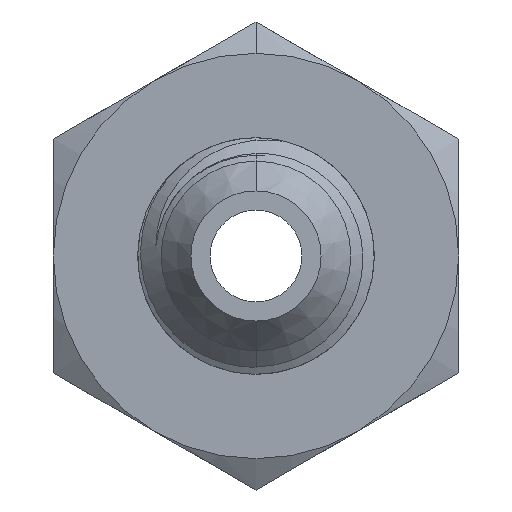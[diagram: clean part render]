
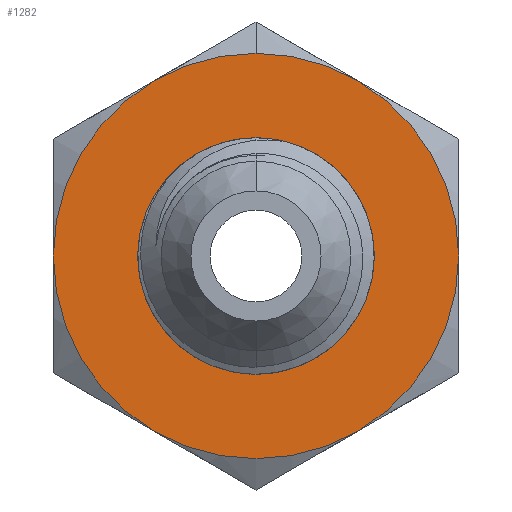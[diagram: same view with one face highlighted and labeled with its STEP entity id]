
A CAD part, front view. The second image highlights one B-rep face of the part: STEP entity #1282.
In plain terms, the highlighted planar face has unit normal (0, -1, 0).
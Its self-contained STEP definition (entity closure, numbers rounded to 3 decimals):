
#22=FACE_BOUND('',#262,.T.);
#33=PLANE('',#1404);
#182=FACE_OUTER_BOUND('',#261,.T.);
#261=EDGE_LOOP('',(#1067,#1068,#1069,#1070,#1071,#1072,#1073));
#262=EDGE_LOOP('',(#1074,#1075));
#292=CIRCLE('',#1335,9.525);
#293=CIRCLE('',#1337,4.457);
#318=CIRCLE('',#1393,9.525);
#319=CIRCLE('',#1395,9.525);
#320=CIRCLE('',#1397,9.525);
#321=CIRCLE('',#1399,9.525);
#322=CIRCLE('',#1401,9.525);
#323=CIRCLE('',#1403,9.525);
#324=CIRCLE('',#1405,4.457);
#540=VERTEX_POINT('',#3397);
#541=VERTEX_POINT('',#3398);
#543=VERTEX_POINT('',#3406);
#544=VERTEX_POINT('',#3407);
#600=VERTEX_POINT('',#4252);
#602=VERTEX_POINT('',#4262);
#604=VERTEX_POINT('',#4272);
#606=VERTEX_POINT('',#4282);
#607=VERTEX_POINT('',#4295);
#682=EDGE_CURVE('',#540,#541,#292,.T.);
#685=EDGE_CURVE('',#543,#544,#293,.T.);
#784=EDGE_CURVE('',#600,#607,#318,.T.);
#785=EDGE_CURVE('',#602,#600,#319,.T.);
#786=EDGE_CURVE('',#604,#602,#320,.T.);
#787=EDGE_CURVE('',#606,#604,#321,.T.);
#788=EDGE_CURVE('',#541,#606,#322,.T.);
#789=EDGE_CURVE('',#607,#540,#323,.T.);
#790=EDGE_CURVE('',#544,#543,#324,.T.);
#1067=ORIENTED_EDGE('',*,*,#784,.T.);
#1068=ORIENTED_EDGE('',*,*,#789,.T.);
#1069=ORIENTED_EDGE('',*,*,#682,.T.);
#1070=ORIENTED_EDGE('',*,*,#788,.T.);
#1071=ORIENTED_EDGE('',*,*,#787,.T.);
#1072=ORIENTED_EDGE('',*,*,#786,.T.);
#1073=ORIENTED_EDGE('',*,*,#785,.T.);
#1074=ORIENTED_EDGE('',*,*,#685,.F.);
#1075=ORIENTED_EDGE('',*,*,#790,.F.);
#1282=ADVANCED_FACE('',(#182,#22),#33,.F.);
#1335=AXIS2_PLACEMENT_3D('',#3399,#1514,#1515);
#1337=AXIS2_PLACEMENT_3D('',#3408,#1519,#1520);
#1393=AXIS2_PLACEMENT_3D('',#4303,#1659,#1660);
#1395=AXIS2_PLACEMENT_3D('',#4305,#1663,#1664);
#1397=AXIS2_PLACEMENT_3D('',#4307,#1667,#1668);
#1399=AXIS2_PLACEMENT_3D('',#4309,#1671,#1672);
#1401=AXIS2_PLACEMENT_3D('',#4311,#1675,#1676);
#1403=AXIS2_PLACEMENT_3D('',#4313,#1679,#1680);
#1404=AXIS2_PLACEMENT_3D('',#4314,#1681,#1682);
#1405=AXIS2_PLACEMENT_3D('',#4315,#1683,#1684);
#1514=DIRECTION('center_axis',(0.,-1.,0.));
#1515=DIRECTION('ref_axis',(0.,0.,-1.));
#1519=DIRECTION('center_axis',(0.,-1.,0.));
#1520=DIRECTION('ref_axis',(0.,0.,-1.));
#1659=DIRECTION('center_axis',(0.,-1.,0.));
#1660=DIRECTION('ref_axis',(0.,0.,-1.));
#1663=DIRECTION('center_axis',(0.,-1.,0.));
#1664=DIRECTION('ref_axis',(0.,0.,-1.));
#1667=DIRECTION('center_axis',(0.,-1.,0.));
#1668=DIRECTION('ref_axis',(0.,0.,-1.));
#1671=DIRECTION('center_axis',(0.,-1.,0.));
#1672=DIRECTION('ref_axis',(0.,0.,-1.));
#1675=DIRECTION('center_axis',(0.,-1.,0.));
#1676=DIRECTION('ref_axis',(0.,0.,-1.));
#1679=DIRECTION('center_axis',(0.,-1.,0.));
#1680=DIRECTION('ref_axis',(0.,0.,-1.));
#1681=DIRECTION('center_axis',(0.,1.,0.));
#1682=DIRECTION('ref_axis',(0.,0.,1.));
#1683=DIRECTION('center_axis',(0.,-1.,0.));
#1684=DIRECTION('ref_axis',(0.,0.,-1.));
#3397=CARTESIAN_POINT('',(0.,-4.318,9.525));
#3398=CARTESIAN_POINT('',(-4.763,-4.318,8.249));
#3399=CARTESIAN_POINT('Origin',(0.,-4.318,0.));
#3406=CARTESIAN_POINT('',(0.,-4.318,-4.457));
#3407=CARTESIAN_POINT('',(0.,-4.318,4.457));
#3408=CARTESIAN_POINT('Origin',(0.,-4.318,0.));
#4252=CARTESIAN_POINT('',(9.525,-4.318,0.));
#4262=CARTESIAN_POINT('',(4.763,-4.318,-8.249));
#4272=CARTESIAN_POINT('',(-4.762,-4.318,-8.249));
#4282=CARTESIAN_POINT('',(-9.525,-4.318,0.));
#4295=CARTESIAN_POINT('',(4.763,-4.318,8.249));
#4303=CARTESIAN_POINT('Origin',(0.,-4.318,0.));
#4305=CARTESIAN_POINT('Origin',(0.,-4.318,0.));
#4307=CARTESIAN_POINT('Origin',(0.,-4.318,0.));
#4309=CARTESIAN_POINT('Origin',(0.,-4.318,0.));
#4311=CARTESIAN_POINT('Origin',(0.,-4.318,0.));
#4313=CARTESIAN_POINT('Origin',(0.,-4.318,0.));
#4314=CARTESIAN_POINT('Origin',(0.,-4.318,4.457));
#4315=CARTESIAN_POINT('Origin',(0.,-4.318,0.));
